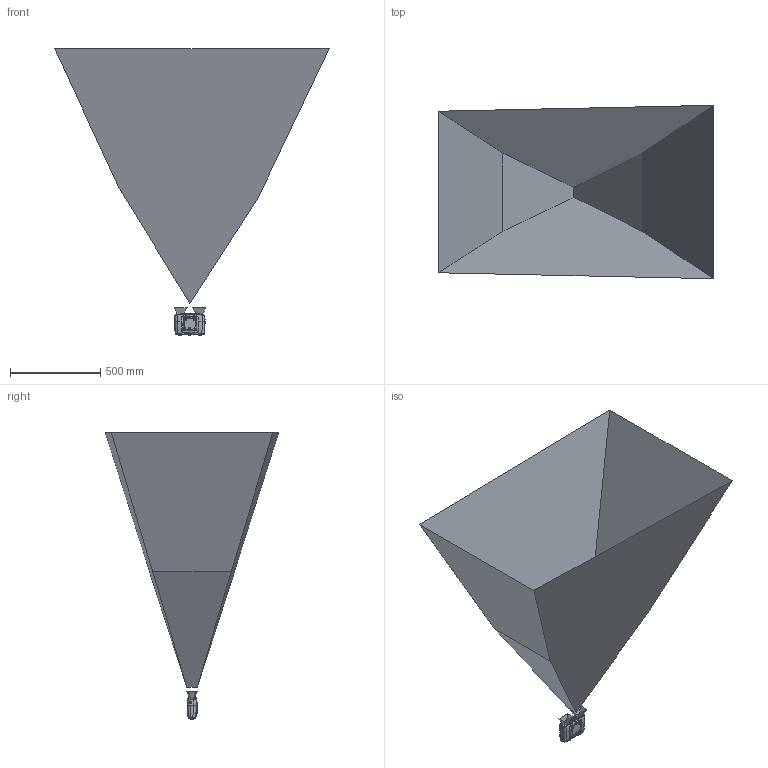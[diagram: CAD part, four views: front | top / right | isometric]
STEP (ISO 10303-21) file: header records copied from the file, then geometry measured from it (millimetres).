
FILE_DESCRIPTION (( 'STEP AP203' ), '1' );
FILE_NAME ('Carbon Web.STEP', '2021-02-15T21:51:13', ( '' ), ( '' ), 'SwSTEP 2.0', 'SolidWorks 2020', '' );
FILE_SCHEMA (( 'CONFIG_CONTROL_DESIGN' ));
Products named in the file (1): Carbon Web
Bounding box: 1519.76 x 959.4 x 1586.62 mm (x, y, z)
Surface area: 4059809 mm2 (no closed solid volume)
Topology: 0 solids, 13 shells, 3568 faces, 8857 edges, 5179 vertices
Faces by surface type: bspline 3271, plane 92, torus 74, cone 68, cylinder 63
Entity records: 543953 total; most frequent: CARTESIAN_POINT 486572, ORIENTED_EDGE 16809, EDGE_CURVE 8795, B_SPLINE_CURVE_WITH_KNOTS 7596, VERTEX_POINT 5179, EDGE_LOOP 3583, ADVANCED_FACE 3568, FACE_OUTER_BOUND 3568
